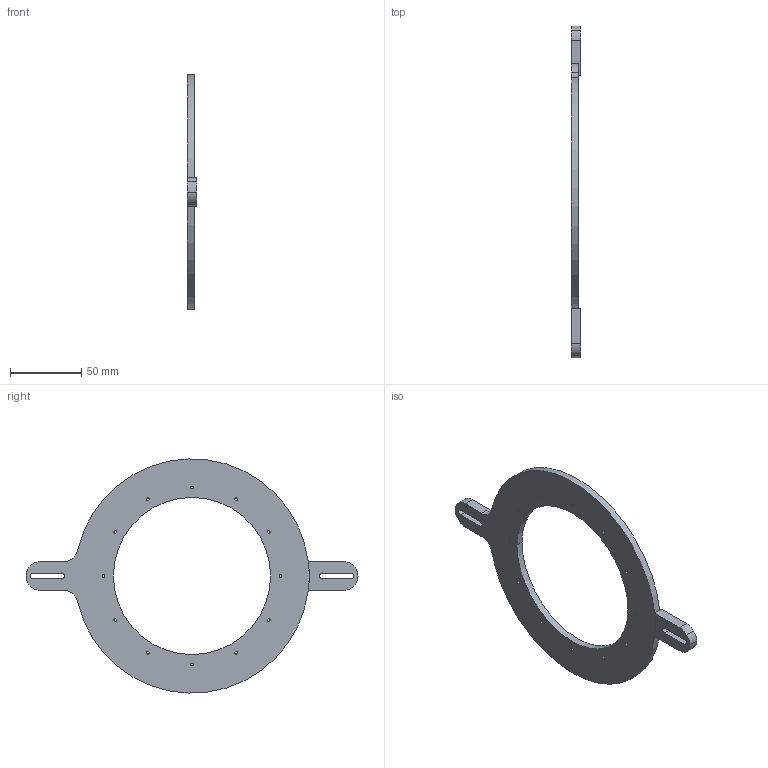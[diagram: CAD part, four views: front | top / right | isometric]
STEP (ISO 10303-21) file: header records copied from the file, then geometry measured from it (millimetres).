
FILE_DESCRIPTION (( 'STEP AP203' ), '1' );
FILE_NAME ('Pneumatic ring covering with notch v7_Default_sldprt.STEP', '2020-09-21T05:50:57', ( '' ), ( '' ), 'SwSTEP 2.0', 'SolidWorks 2019', '' );
FILE_SCHEMA (( 'CONFIG_CONTROL_DESIGN' ));
Length unit declared in the file: millimetre
Products named in the file (1): Pneumatic ring covering with notch v7_Default_sldprt
Bounding box: 7 x 232.43 x 163.91 mm (x, y, z)
Volume: 65771.5 mm3; surface area: 32030.2 mm2
Topology: 2 solids, 2 shells, 64 faces, 180 edges, 120 vertices
Faces by surface type: cylinder 51, plane 13
Entity records: 2261 total; most frequent: DIRECTION 412, CARTESIAN_POINT 365, ORIENTED_EDGE 360, EDGE_CURVE 180, AXIS2_PLACEMENT_3D 167, VERTEX_POINT 120, CIRCLE 102, EDGE_LOOP 94
